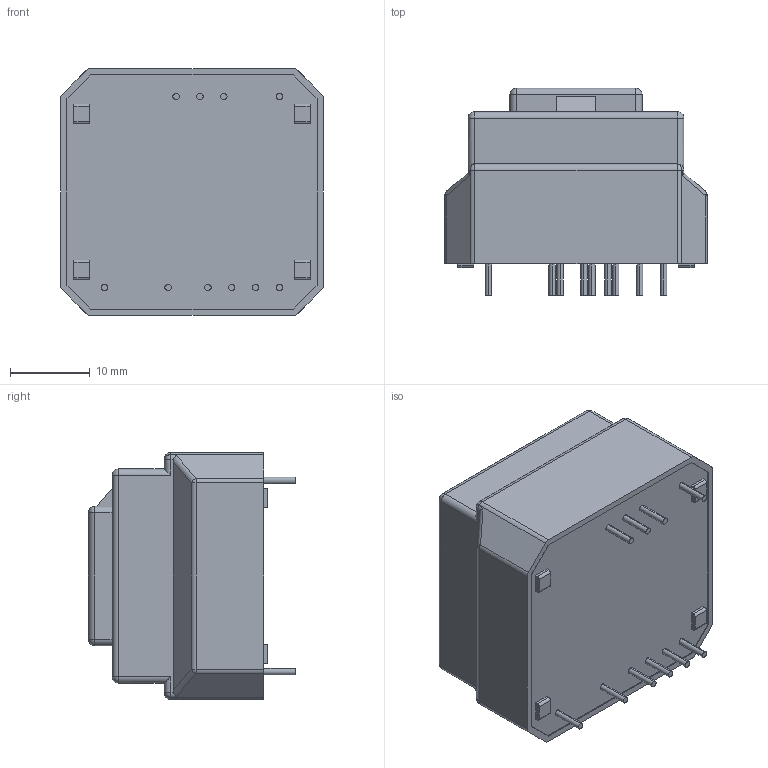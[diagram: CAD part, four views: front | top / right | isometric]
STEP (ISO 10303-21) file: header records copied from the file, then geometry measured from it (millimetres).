
FILE_DESCRIPTION (( 'STEP AP203' ), '1' );
FILE_NAME ('EPM(EE22)-S-0.STEP', '2016-07-25T00:59:15', ( 'admin' ), ( 'HP' ), 'SwSTEP 2.0', 'SolidWorks 2015', '' );
FILE_SCHEMA (( 'CONFIG_CONTROL_DESIGN' ));
Length unit declared in the file: millimetre
Products named in the file (1): EPM(EE22)-S-0
Bounding box: 33 x 26.01 x 31 mm (x, y, z)
Volume: 17653.6 mm3; surface area: 4337.6 mm2
Topology: 1 solids, 1 shells, 157 faces, 369 edges, 214 vertices
Faces by surface type: cylinder 72, plane 65, sphere 20
Entity records: 4400 total; most frequent: DIRECTION 785, CARTESIAN_POINT 761, ORIENTED_EDGE 706, EDGE_CURVE 353, AXIS2_PLACEMENT_3D 286, VERTEX_POINT 214, VECTOR 213, LINE 213
